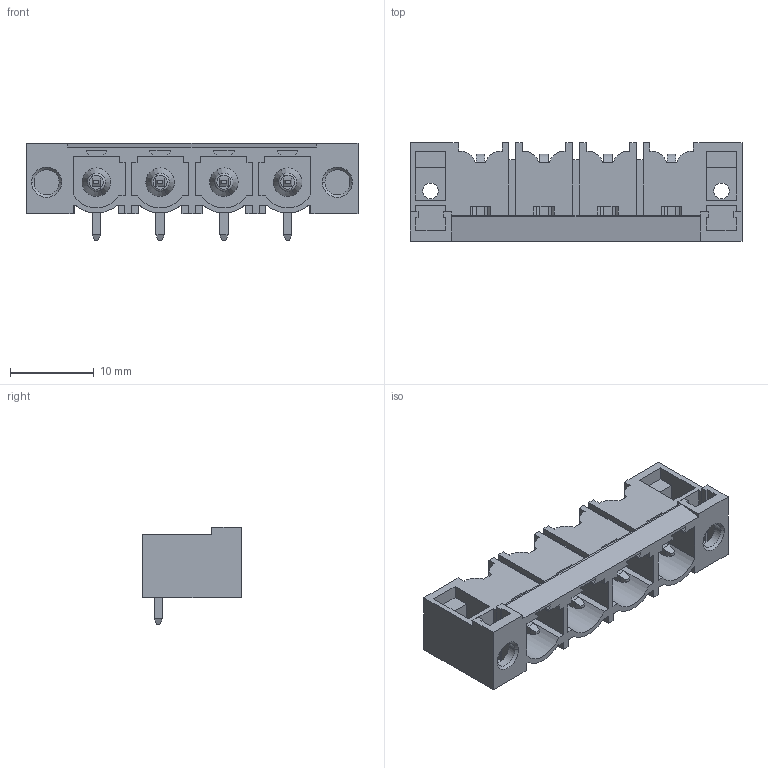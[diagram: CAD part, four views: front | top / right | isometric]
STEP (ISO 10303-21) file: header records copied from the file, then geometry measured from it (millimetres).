
FILE_DESCRIPTION(('CATIA V5 STEP Exchange','CAx-IF Rec.Pracs.--- Model Styling and Organization---1.2---2011-12-15'),'2;1');
FILE_NAME ('D1447044_0_1026870000_1026870000.stp','2018-11-14T13:52:53+00:00',('none'),('Weidmueller'),'CATIA Version 5-6 Release 2014','CATIA V5 STEP AP214','none');
FILE_SCHEMA(('AUTOMOTIVE_DESIGN { 1 0 10303 214 1 1 1 1 }'));
Length unit declared in the file: millimetre
Products named in the file (1): 1026870000
Bounding box: 39.66 x 11.75 x 11.6 mm (x, y, z)
Volume: 1637.1 mm3; surface area: 3598.3 mm2
Topology: 5 solids, 5 shells, 347 faces, 967 edges, 632 vertices
Faces by surface type: plane 279, cylinder 44, cone 16, torus 8
Entity records: 10052 total; most frequent: ORIENTED_EDGE 1934, CARTESIAN_POINT 1833, DIRECTION 1289, EDGE_CURVE 959, VECTOR 799, LINE 799, VERTEX_POINT 616, EDGE_LOOP 377
